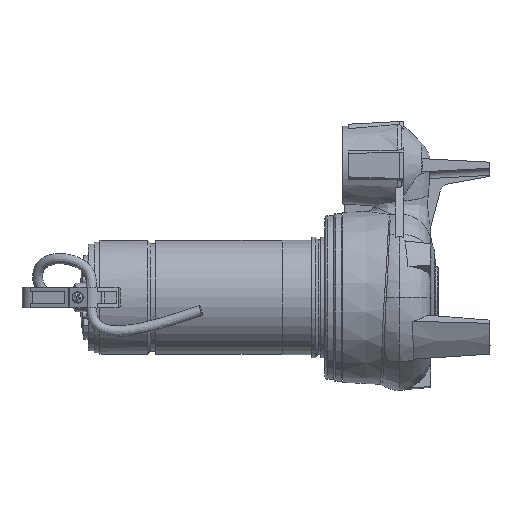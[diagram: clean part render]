
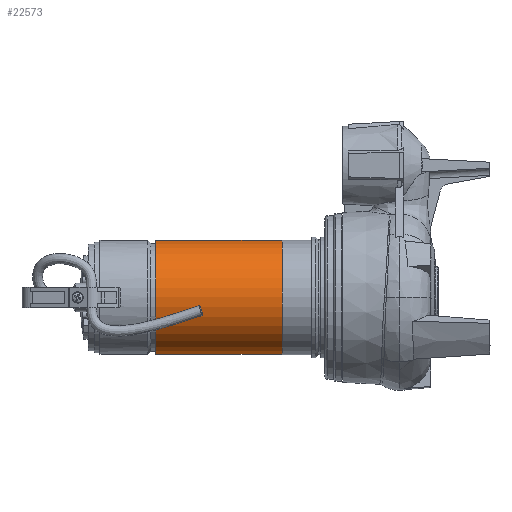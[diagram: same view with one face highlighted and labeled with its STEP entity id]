
A CAD part, left-side view. The second image highlights one B-rep face of the part: STEP entity #22573.
In plain terms, the highlighted cylindrical face has radius 56 mm (diameter 112 mm), a partial arc.
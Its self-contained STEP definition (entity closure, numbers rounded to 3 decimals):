
#739 = LINE ( 'NONE', #8890, #14855 ) ;
#1020 = CARTESIAN_POINT ( 'NONE',  ( 0., 267.501, 56. ) ) ;
#2557 = DIRECTION ( 'NONE',  ( 0., 1., 0. ) ) ;
#2597 = CARTESIAN_POINT ( 'NONE',  ( 0., 143.501, -56. ) ) ;
#3503 = CARTESIAN_POINT ( 'NONE',  ( 0., 267.501, 0. ) ) ;
#4260 = VERTEX_POINT ( 'NONE', #32753 ) ;
#5784 = AXIS2_PLACEMENT_3D ( 'NONE', #3503, #6868, #21540 ) ;
#6203 = EDGE_CURVE ( 'NONE', #44780, #41475, #739, .T. ) ;
#6868 = DIRECTION ( 'NONE',  ( 0., -1., 0. ) ) ;
#8191 = DIRECTION ( 'NONE',  ( 0., -1., 0. ) ) ;
#8890 = CARTESIAN_POINT ( 'NONE',  ( 0., 267.501, 56. ) ) ;
#9033 = VERTEX_POINT ( 'NONE', #2597 ) ;
#11174 = LINE ( 'NONE', #47526, #43940 ) ;
#12531 = ORIENTED_EDGE ( 'NONE', *, *, #24280, .T. ) ;
#13372 = CIRCLE ( 'NONE', #42607, 56. ) ;
#13499 = CARTESIAN_POINT ( 'NONE',  ( 0., 267.501, 0. ) ) ;
#14243 = ORIENTED_EDGE ( 'NONE', *, *, #28650, .T. ) ;
#14855 = VECTOR ( 'NONE', #8191, 1000. ) ;
#15023 = FACE_OUTER_BOUND ( 'NONE', #30882, .T. ) ;
#17234 = DIRECTION ( 'NONE',  ( 0., 0., -1. ) ) ;
#21540 = DIRECTION ( 'NONE',  ( 0., 0., -1. ) ) ;
#22573 = ADVANCED_FACE ( 'NONE', ( #15023 ), #29716, .T. ) ;
#22651 = CIRCLE ( 'NONE', #28796, 56. ) ;
#22701 = CARTESIAN_POINT ( 'NONE',  ( 0., 143.501, 56. ) ) ;
#24280 = EDGE_CURVE ( 'NONE', #4260, #9033, #11174, .T. ) ;
#27331 = ORIENTED_EDGE ( 'NONE', *, *, #6203, .F. ) ;
#28067 = CARTESIAN_POINT ( 'NONE',  ( 0., 143.501, 0. ) ) ;
#28298 = EDGE_CURVE ( 'NONE', #44780, #4260, #13372, .T. ) ;
#28420 = DIRECTION ( 'NONE',  ( 0., 0., -1. ) ) ;
#28650 = EDGE_CURVE ( 'NONE', #9033, #41475, #22651, .T. ) ;
#28796 = AXIS2_PLACEMENT_3D ( 'NONE', #28067, #2557, #17234 ) ;
#29716 = CYLINDRICAL_SURFACE ( 'NONE', #5784, 56. ) ;
#30882 = EDGE_LOOP ( 'NONE', ( #27331, #37125, #12531, #14243 ) ) ;
#32753 = CARTESIAN_POINT ( 'NONE',  ( 0., 267.501, -56. ) ) ;
#37125 = ORIENTED_EDGE ( 'NONE', *, *, #28298, .T. ) ;
#40301 = DIRECTION ( 'NONE',  ( 0., -1., 0. ) ) ;
#41475 = VERTEX_POINT ( 'NONE', #22701 ) ;
#42607 = AXIS2_PLACEMENT_3D ( 'NONE', #13499, #46719, #28420 ) ;
#43940 = VECTOR ( 'NONE', #40301, 1000. ) ;
#44780 = VERTEX_POINT ( 'NONE', #1020 ) ;
#46719 = DIRECTION ( 'NONE',  ( 0., -1., 0. ) ) ;
#47526 = CARTESIAN_POINT ( 'NONE',  ( 0., 267.501, -56. ) ) ;
